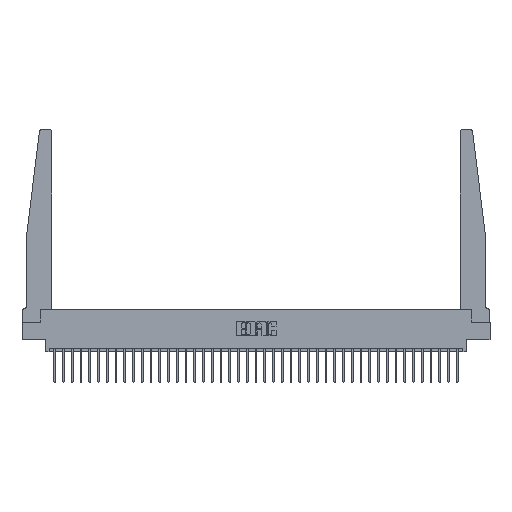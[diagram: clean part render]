
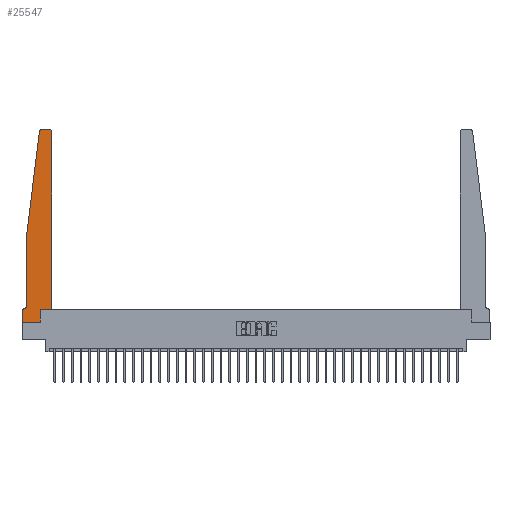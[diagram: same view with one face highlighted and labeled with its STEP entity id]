
A CAD part, top view. The second image highlights one B-rep face of the part: STEP entity #25547.
In plain terms, the highlighted planar face has unit normal (0, 0, 1).
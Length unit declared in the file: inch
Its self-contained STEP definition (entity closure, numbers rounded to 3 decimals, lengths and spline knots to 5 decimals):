
#42 = CARTESIAN_POINT ( 'NONE',  ( 0.425, 0.18, 0.37 ) ) ;
#47 = VECTOR ( 'NONE', #22991, 39.37008 ) ;
#63 = EDGE_CURVE ( 'NONE', #25355, #25062, #27949, .T. ) ;
#290 = VERTEX_POINT ( 'NONE', #15555 ) ;
#719 = DIRECTION ( 'NONE',  ( 0., 1., 0. ) ) ;
#929 = LINE ( 'NONE', #33560, #47 ) ;
#1067 = DIRECTION ( 'NONE',  ( -1., 0., 0. ) ) ;
#1212 = LINE ( 'NONE', #11857, #21186 ) ;
#2002 = LINE ( 'NONE', #25506, #8504 ) ;
#2031 = ORIENTED_EDGE ( 'NONE', *, *, #25046, .T. ) ;
#2416 = DIRECTION ( 'NONE',  ( -1., 0., 0. ) ) ;
#2428 = VERTEX_POINT ( 'NONE', #27019 ) ;
#2938 = LINE ( 'NONE', #10621, #8563 ) ;
#3279 = EDGE_CURVE ( 'NONE', #2428, #290, #13936, .T. ) ;
#3333 = ORIENTED_EDGE ( 'NONE', *, *, #63, .T. ) ;
#3355 = CARTESIAN_POINT ( 'NONE',  ( 0.015, 0.2375, 0.37 ) ) ;
#4175 = VERTEX_POINT ( 'NONE', #7313 ) ;
#4176 = EDGE_CURVE ( 'NONE', #25711, #22016, #15574, .T. ) ;
#4641 = CARTESIAN_POINT ( 'NONE',  ( 0.425, 0.18, 0.37 ) ) ;
#4761 = PLANE ( 'NONE',  #24231 ) ;
#4808 = ORIENTED_EDGE ( 'NONE', *, *, #25269, .T. ) ;
#4907 = ORIENTED_EDGE ( 'NONE', *, *, #33750, .T. ) ;
#5001 = ORIENTED_EDGE ( 'NONE', *, *, #16511, .T. ) ;
#5248 = LINE ( 'NONE', #31625, #12547 ) ;
#6018 = ORIENTED_EDGE ( 'NONE', *, *, #30117, .T. ) ;
#6149 = DIRECTION ( 'NONE',  ( -1., 0., 0. ) ) ;
#6235 = ORIENTED_EDGE ( 'NONE', *, *, #3279, .T. ) ;
#6408 = FACE_OUTER_BOUND ( 'NONE', #18981, .T. ) ;
#6640 = ORIENTED_EDGE ( 'NONE', *, *, #17498, .T. ) ;
#6670 = ORIENTED_EDGE ( 'NONE', *, *, #13612, .T. ) ;
#6734 = ORIENTED_EDGE ( 'NONE', *, *, #15714, .T. ) ;
#7311 = LINE ( 'NONE', #42, #15378 ) ;
#7313 = CARTESIAN_POINT ( 'NONE',  ( 0.2605, 0.18, 0.37 ) ) ;
#7327 = CARTESIAN_POINT ( 'NONE',  ( 0., 0., 0.37 ) ) ;
#7541 = DIRECTION ( 'NONE',  ( 1., 0., 0. ) ) ;
#7732 = VERTEX_POINT ( 'NONE', #17073 ) ;
#8504 = VECTOR ( 'NONE', #12058, 39.37008 ) ;
#8563 = VECTOR ( 'NONE', #2416, 39.37008 ) ;
#8730 = VERTEX_POINT ( 'NONE', #25551 ) ;
#10177 = CARTESIAN_POINT ( 'NONE',  ( 0., 0.1875, 0.37 ) ) ;
#10621 = CARTESIAN_POINT ( 'NONE',  ( 0.065, 0.1875, 0.37 ) ) ;
#11001 = CARTESIAN_POINT ( 'NONE',  ( 0.425, 0.18, 0.37 ) ) ;
#11857 = CARTESIAN_POINT ( 'NONE',  ( 0.065, 1.25, 0.37 ) ) ;
#12058 = DIRECTION ( 'NONE',  ( 1., 0., 0. ) ) ;
#12547 = VECTOR ( 'NONE', #12969, 39.37008 ) ;
#12969 = DIRECTION ( 'NONE',  ( 0., -1., 0. ) ) ;
#13037 = VECTOR ( 'NONE', #26251, 39.37008 ) ;
#13152 = CARTESIAN_POINT ( 'NONE',  ( 0.27653, 2.72, 0.37 ) ) ;
#13612 = EDGE_CURVE ( 'NONE', #27444, #31526, #2002, .T. ) ;
#13936 = CIRCLE ( 'NONE', #28083, 0.05 ) ;
#14011 = CARTESIAN_POINT ( 'NONE',  ( 0.395, 2.72, 0.37 ) ) ;
#14332 = EDGE_CURVE ( 'NONE', #22016, #25355, #24856, .T. ) ;
#15378 = VECTOR ( 'NONE', #19091, 39.37008 ) ;
#15555 = CARTESIAN_POINT ( 'NONE',  ( 0.015, 0.1875, 0.37 ) ) ;
#15574 = LINE ( 'NONE', #4641, #13037 ) ;
#15714 = EDGE_CURVE ( 'NONE', #31526, #4175, #17642, .T. ) ;
#15872 = DIRECTION ( 'NONE',  ( 1., 0., 0. ) ) ;
#16511 = EDGE_CURVE ( 'NONE', #7732, #2428, #929, .T. ) ;
#16719 = DIRECTION ( 'NONE',  ( 1., 0., 0. ) ) ;
#17073 = CARTESIAN_POINT ( 'NONE',  ( 0.065, 1.25, 0.37 ) ) ;
#17498 = EDGE_CURVE ( 'NONE', #32312, #27444, #5248, .T. ) ;
#17642 = LINE ( 'NONE', #30389, #30989 ) ;
#18981 = EDGE_LOOP ( 'NONE', ( #3333, #4907, #4808, #5001, #6235, #6018, #6640, #6670, #6734, #2031, #34755, #28394 ) ) ;
#19091 = DIRECTION ( 'NONE',  ( 1., 0., 0. ) ) ;
#21186 = VECTOR ( 'NONE', #27982, 39.37008 ) ;
#22016 = VERTEX_POINT ( 'NONE', #31967 ) ;
#22312 = DIRECTION ( 'NONE',  ( 0., 0., -1. ) ) ;
#22588 = CARTESIAN_POINT ( 'NONE',  ( 0.2605, 0., 0.37 ) ) ;
#22966 = CARTESIAN_POINT ( 'NONE',  ( 0.395, 2.75, 0.37 ) ) ;
#22991 = DIRECTION ( 'NONE',  ( 0., -1., 0. ) ) ;
#23685 = DIRECTION ( 'NONE',  ( 0., 0., 1. ) ) ;
#24231 = AXIS2_PLACEMENT_3D ( 'NONE', #10177, #23685, #7541 ) ;
#24856 = CIRCLE ( 'NONE', #28902, 0.03 ) ;
#25046 = EDGE_CURVE ( 'NONE', #4175, #25711, #7311, .T. ) ;
#25062 = VERTEX_POINT ( 'NONE', #29863 ) ;
#25093 = CIRCLE ( 'NONE', #30382, 0.03 ) ;
#25269 = EDGE_CURVE ( 'NONE', #8730, #7732, #1212, .T. ) ;
#25355 = VERTEX_POINT ( 'NONE', #22966 ) ;
#25506 = CARTESIAN_POINT ( 'NONE',  ( 0., 0., 0.37 ) ) ;
#25547 = ADVANCED_FACE ( 'NONE', ( #6408 ), #4761, .T. ) ;
#25551 = CARTESIAN_POINT ( 'NONE',  ( 0.24675, 2.72367, 0.37 ) ) ;
#25711 = VERTEX_POINT ( 'NONE', #11001 ) ;
#26251 = DIRECTION ( 'NONE',  ( 0., 1., 0. ) ) ;
#27019 = CARTESIAN_POINT ( 'NONE',  ( 0.065, 0.2375, 0.37 ) ) ;
#27444 = VERTEX_POINT ( 'NONE', #7327 ) ;
#27949 = LINE ( 'NONE', #33374, #28799 ) ;
#27982 = DIRECTION ( 'NONE',  ( -0.122, -0.992, 0. ) ) ;
#28083 = AXIS2_PLACEMENT_3D ( 'NONE', #3355, #22312, #6149 ) ;
#28394 = ORIENTED_EDGE ( 'NONE', *, *, #14332, .T. ) ;
#28799 = VECTOR ( 'NONE', #1067, 39.37008 ) ;
#28902 = AXIS2_PLACEMENT_3D ( 'NONE', #14011, #32659, #16719 ) ;
#29863 = CARTESIAN_POINT ( 'NONE',  ( 0.27653, 2.75, 0.37 ) ) ;
#30117 = EDGE_CURVE ( 'NONE', #290, #32312, #2938, .T. ) ;
#30382 = AXIS2_PLACEMENT_3D ( 'NONE', #13152, #31811, #15872 ) ;
#30389 = CARTESIAN_POINT ( 'NONE',  ( 0.2605, 0.18, 0.37 ) ) ;
#30989 = VECTOR ( 'NONE', #719, 39.37008 ) ;
#31334 = CARTESIAN_POINT ( 'NONE',  ( 0., 0.1875, 0.37 ) ) ;
#31526 = VERTEX_POINT ( 'NONE', #22588 ) ;
#31625 = CARTESIAN_POINT ( 'NONE',  ( 0., 0., 0.37 ) ) ;
#31811 = DIRECTION ( 'NONE',  ( 0., 0., 1. ) ) ;
#31967 = CARTESIAN_POINT ( 'NONE',  ( 0.425, 2.72, 0.37 ) ) ;
#32312 = VERTEX_POINT ( 'NONE', #31334 ) ;
#32659 = DIRECTION ( 'NONE',  ( 0., 0., 1. ) ) ;
#33374 = CARTESIAN_POINT ( 'NONE',  ( 0.25, 2.75, 0.37 ) ) ;
#33560 = CARTESIAN_POINT ( 'NONE',  ( 0.065, 1.25, 0.37 ) ) ;
#33750 = EDGE_CURVE ( 'NONE', #25062, #8730, #25093, .T. ) ;
#34755 = ORIENTED_EDGE ( 'NONE', *, *, #4176, .T. ) ;
